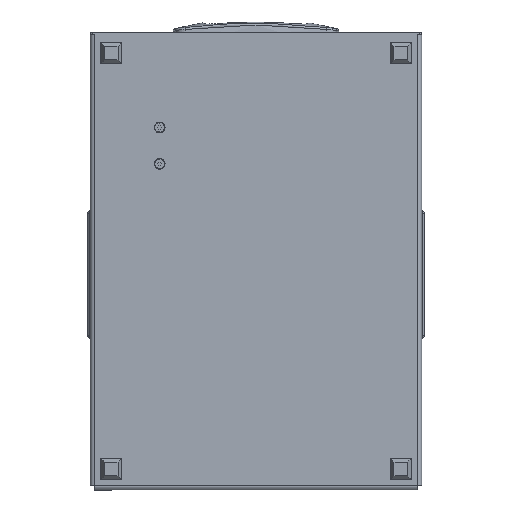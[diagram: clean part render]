
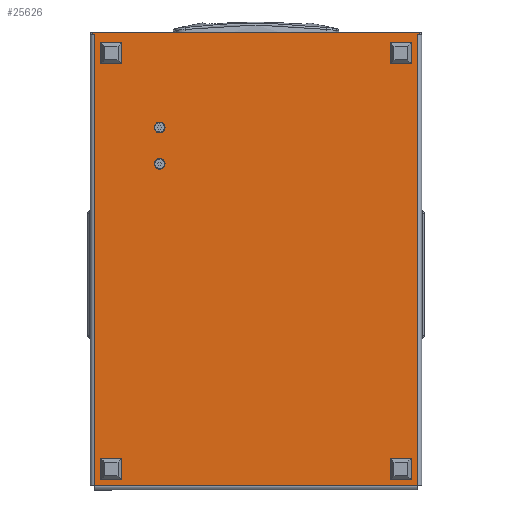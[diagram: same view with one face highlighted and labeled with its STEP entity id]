
A CAD part, front view. The second image highlights one B-rep face of the part: STEP entity #25626.
In plain terms, the highlighted face is planar.
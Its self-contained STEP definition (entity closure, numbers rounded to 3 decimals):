
#12 = AXIS2_PLACEMENT_3D ( 'NONE', #13237, #8322, #18708 ) ;
#180 = EDGE_CURVE ( 'NONE', #16914, #26176, #25447, .T. ) ;
#396 = EDGE_CURVE ( 'NONE', #7781, #19282, #26524, .T. ) ;
#575 = PLANE ( 'NONE',  #12 ) ;
#648 = VECTOR ( 'NONE', #30086, 1000. ) ;
#1082 = CARTESIAN_POINT ( 'NONE',  ( -2., -2., 0. ) ) ;
#1142 = EDGE_LOOP ( 'NONE', ( #32566, #18542, #23158, #30346, #6018, #16983, #28386, #27889 ) ) ;
#2552 = CARTESIAN_POINT ( 'NONE',  ( 90., 249., 0. ) ) ;
#2916 = DIRECTION ( 'NONE',  ( -1., 0., 0. ) ) ;
#3049 = FACE_BOUND ( 'NONE', #3934, .T. ) ;
#3206 = CIRCLE ( 'NONE', #8492, 5.2 ) ;
#3319 = AXIS2_PLACEMENT_3D ( 'NONE', #31788, #29809, #29321 ) ;
#3440 = LINE ( 'NONE', #20565, #6671 ) ;
#3768 = CARTESIAN_POINT ( 'NONE',  ( 436., 312., 0. ) ) ;
#3934 = EDGE_LOOP ( 'NONE', ( #28338, #31154 ) ) ;
#4227 = ORIENTED_EDGE ( 'NONE', *, *, #11072, .F. ) ;
#4507 = CARTESIAN_POINT ( 'NONE',  ( 95.2, 249., 0. ) ) ;
#4518 = LINE ( 'NONE', #14716, #15443 ) ;
#4890 = CARTESIAN_POINT ( 'NONE',  ( 0., 314., 0. ) ) ;
#5803 = CIRCLE ( 'NONE', #11039, 5.2 ) ;
#6011 = CARTESIAN_POINT ( 'NONE',  ( 0., 314., 0. ) ) ;
#6018 = ORIENTED_EDGE ( 'NONE', *, *, #24647, .F. ) ;
#6671 = VECTOR ( 'NONE', #18105, 1000. ) ;
#7160 = VECTOR ( 'NONE', #13578, 1000. ) ;
#7170 = EDGE_CURVE ( 'NONE', #31103, #32290, #3440, .T. ) ;
#7694 = DIRECTION ( 'NONE',  ( 0., 0., -1. ) ) ;
#7781 = VERTEX_POINT ( 'NONE', #4507 ) ;
#8322 = DIRECTION ( 'NONE',  ( 0., 0., -1. ) ) ;
#8435 = CARTESIAN_POINT ( 'NONE',  ( 436., 0., 0. ) ) ;
#8492 = AXIS2_PLACEMENT_3D ( 'NONE', #20389, #17920, #25213 ) ;
#8649 = FACE_OUTER_BOUND ( 'NONE', #1142, .T. ) ;
#8680 = LINE ( 'NONE', #16250, #30983 ) ;
#9146 = CARTESIAN_POINT ( 'NONE',  ( 84.8, 249., 0. ) ) ;
#11039 = AXIS2_PLACEMENT_3D ( 'NONE', #17911, #7694, #2916 ) ;
#11072 = EDGE_CURVE ( 'NONE', #26176, #16914, #3206, .T. ) ;
#11705 = LINE ( 'NONE', #27092, #12854 ) ;
#12241 = AXIS2_PLACEMENT_3D ( 'NONE', #2552, #12590, #17411 ) ;
#12590 = DIRECTION ( 'NONE',  ( 0., 0., -1. ) ) ;
#12854 = VECTOR ( 'NONE', #24776, 1000. ) ;
#13073 = FACE_BOUND ( 'NONE', #32539, .T. ) ;
#13237 = CARTESIAN_POINT ( 'NONE',  ( 0., 312., 0. ) ) ;
#13578 = DIRECTION ( 'NONE',  ( 1., 0., 0. ) ) ;
#14424 = EDGE_CURVE ( 'NONE', #26372, #22946, #11705, .T. ) ;
#14716 = CARTESIAN_POINT ( 'NONE',  ( 0., -4., 0. ) ) ;
#15114 = EDGE_CURVE ( 'NONE', #17449, #30930, #8680, .T. ) ;
#15207 = CARTESIAN_POINT ( 'NONE',  ( -2., -4., 0. ) ) ;
#15443 = VECTOR ( 'NONE', #22502, 1000. ) ;
#15774 = VECTOR ( 'NONE', #23047, 1000. ) ;
#15940 = EDGE_CURVE ( 'NONE', #17449, #26372, #4518, .T. ) ;
#16250 = CARTESIAN_POINT ( 'NONE',  ( 0., -2., 0. ) ) ;
#16914 = VERTEX_POINT ( 'NONE', #25391 ) ;
#16983 = ORIENTED_EDGE ( 'NONE', *, *, #7170, .F. ) ;
#17411 = DIRECTION ( 'NONE',  ( -1., 0., 0. ) ) ;
#17449 = VERTEX_POINT ( 'NONE', #27970 ) ;
#17911 = CARTESIAN_POINT ( 'NONE',  ( 90., 249., 0. ) ) ;
#17920 = DIRECTION ( 'NONE',  ( 0., 0., -1. ) ) ;
#18080 = LINE ( 'NONE', #22881, #15774 ) ;
#18105 = DIRECTION ( 'NONE',  ( -1., 0., 0. ) ) ;
#18542 = ORIENTED_EDGE ( 'NONE', *, *, #15114, .T. ) ;
#18708 = DIRECTION ( 'NONE',  ( -1., 0., 0. ) ) ;
#19282 = VERTEX_POINT ( 'NONE', #9146 ) ;
#19369 = EDGE_CURVE ( 'NONE', #30930, #27334, #27464, .T. ) ;
#20389 = CARTESIAN_POINT ( 'NONE',  ( 125., 249., 0. ) ) ;
#20565 = CARTESIAN_POINT ( 'NONE',  ( 0., 312., 0. ) ) ;
#22137 = CARTESIAN_POINT ( 'NONE',  ( -2., 314., 0. ) ) ;
#22172 = DIRECTION ( 'NONE',  ( 0., 1., 0. ) ) ;
#22502 = DIRECTION ( 'NONE',  ( 0., 1., 0. ) ) ;
#22642 = LINE ( 'NONE', #30411, #648 ) ;
#22881 = CARTESIAN_POINT ( 'NONE',  ( 0., -4., 0. ) ) ;
#22946 = VERTEX_POINT ( 'NONE', #8435 ) ;
#23047 = DIRECTION ( 'NONE',  ( 0., 1., 0. ) ) ;
#23158 = ORIENTED_EDGE ( 'NONE', *, *, #19369, .T. ) ;
#24599 = VERTEX_POINT ( 'NONE', #4890 ) ;
#24647 = EDGE_CURVE ( 'NONE', #32290, #24599, #18080, .T. ) ;
#24776 = DIRECTION ( 'NONE',  ( 1., 0., 0. ) ) ;
#25163 = EDGE_CURVE ( 'NONE', #19282, #7781, #5803, .T. ) ;
#25213 = DIRECTION ( 'NONE',  ( -1., 0., 0. ) ) ;
#25391 = CARTESIAN_POINT ( 'NONE',  ( 130.2, 249., 0. ) ) ;
#25403 = ORIENTED_EDGE ( 'NONE', *, *, #180, .F. ) ;
#25447 = CIRCLE ( 'NONE', #3319, 5.2 ) ;
#25626 = ADVANCED_FACE ( 'NONE', ( #3049, #13073, #8649 ), #575, .T. ) ;
#26176 = VERTEX_POINT ( 'NONE', #31229 ) ;
#26349 = DIRECTION ( 'NONE',  ( -1., 0., 0. ) ) ;
#26372 = VERTEX_POINT ( 'NONE', #27834 ) ;
#26524 = CIRCLE ( 'NONE', #12241, 5.2 ) ;
#27092 = CARTESIAN_POINT ( 'NONE',  ( 0., 0., 0. ) ) ;
#27334 = VERTEX_POINT ( 'NONE', #22137 ) ;
#27464 = LINE ( 'NONE', #15207, #31377 ) ;
#27609 = EDGE_CURVE ( 'NONE', #31103, #22946, #22642, .T. ) ;
#27834 = CARTESIAN_POINT ( 'NONE',  ( 0., 0., 0. ) ) ;
#27889 = ORIENTED_EDGE ( 'NONE', *, *, #14424, .F. ) ;
#27970 = CARTESIAN_POINT ( 'NONE',  ( 0., -2., 0. ) ) ;
#28338 = ORIENTED_EDGE ( 'NONE', *, *, #25163, .F. ) ;
#28386 = ORIENTED_EDGE ( 'NONE', *, *, #27609, .T. ) ;
#28620 = CARTESIAN_POINT ( 'NONE',  ( 0., 312., 0. ) ) ;
#28627 = LINE ( 'NONE', #6011, #7160 ) ;
#29321 = DIRECTION ( 'NONE',  ( -1., 0., 0. ) ) ;
#29809 = DIRECTION ( 'NONE',  ( 0., 0., -1. ) ) ;
#30086 = DIRECTION ( 'NONE',  ( 0., -1., 0. ) ) ;
#30346 = ORIENTED_EDGE ( 'NONE', *, *, #30928, .T. ) ;
#30411 = CARTESIAN_POINT ( 'NONE',  ( 436., 312., 0. ) ) ;
#30928 = EDGE_CURVE ( 'NONE', #27334, #24599, #28627, .T. ) ;
#30930 = VERTEX_POINT ( 'NONE', #1082 ) ;
#30983 = VECTOR ( 'NONE', #26349, 1000. ) ;
#31103 = VERTEX_POINT ( 'NONE', #3768 ) ;
#31154 = ORIENTED_EDGE ( 'NONE', *, *, #396, .F. ) ;
#31229 = CARTESIAN_POINT ( 'NONE',  ( 119.8, 249., 0. ) ) ;
#31377 = VECTOR ( 'NONE', #22172, 1000. ) ;
#31788 = CARTESIAN_POINT ( 'NONE',  ( 125., 249., 0. ) ) ;
#32290 = VERTEX_POINT ( 'NONE', #28620 ) ;
#32539 = EDGE_LOOP ( 'NONE', ( #4227, #25403 ) ) ;
#32566 = ORIENTED_EDGE ( 'NONE', *, *, #15940, .F. ) ;
